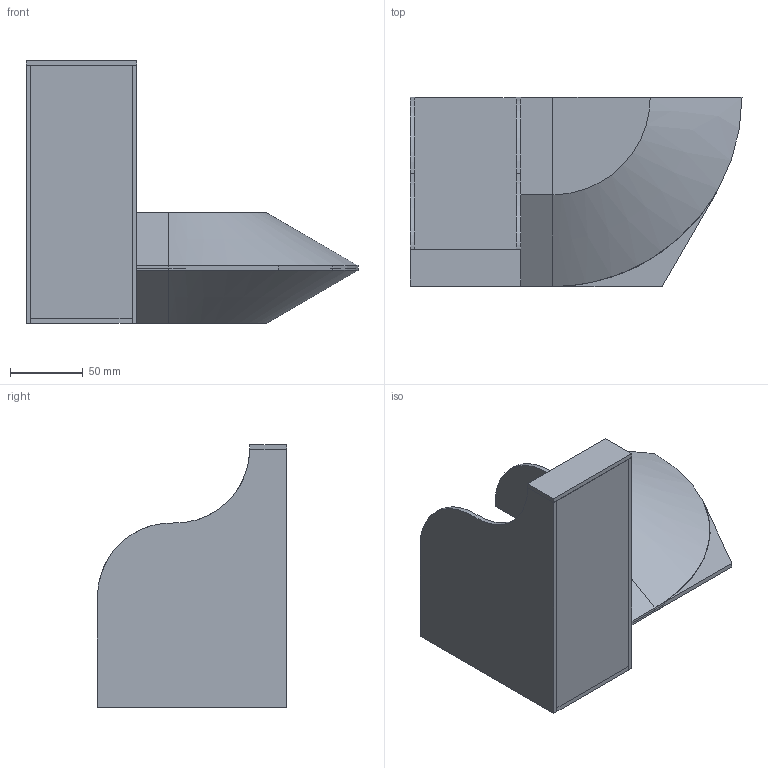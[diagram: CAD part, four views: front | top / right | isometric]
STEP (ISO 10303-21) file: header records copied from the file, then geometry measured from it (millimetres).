
FILE_DESCRIPTION((('zoo.dev export')), '2;1');
FILE_NAME('dump.step', '1970-01-01T00:00:00.0+00:00', ('Author unknown'), ('Organization unknown'), 'zoo.dev beta', 'zoo.dev', 'Authorization unknown');
FILE_SCHEMA(('AP203_CONFIGURATION_CONTROLLED_3D_DESIGN_OF_MECHANICAL_PARTS_AND_ASSEMBLIES_MIM_LF'));
Length unit declared in the file: metre
Products named in the file (5): UNIDENTIFIED_PRODUCT
Bounding box: 228.6 x 130.18 x 180.97 mm (x, y, z)
Volume: 271148.6 mm3; surface area: 188427.2 mm2
Topology: 8 solids, 8 shells, 75 faces, 177 edges, 118 vertices
Faces by surface type: plane 61, bspline 14
Entity records: 2085 total; most frequent: CARTESIAN_POINT 518, ORIENTED_EDGE 354, DIRECTION 215, EDGE_CURVE 177, VECTOR 154, LINE 154, VERTEX_POINT 118, EDGE_LOOP 75
